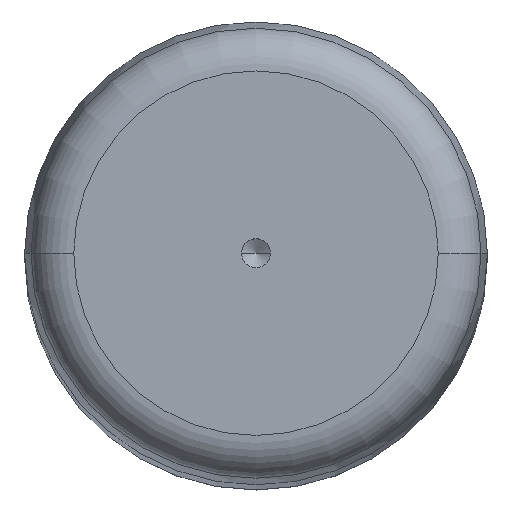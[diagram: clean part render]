
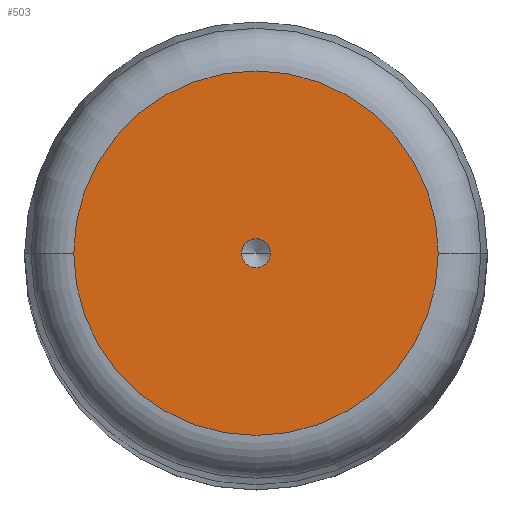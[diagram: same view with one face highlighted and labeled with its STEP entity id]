
A CAD part, top view. The second image highlights one B-rep face of the part: STEP entity #503.
In plain terms, the highlighted planar face has unit normal (0, 0, 1).
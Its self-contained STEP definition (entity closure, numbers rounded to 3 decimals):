
#1 = DIRECTION ( 'NONE',  ( 1., 0., 0. ) ) ;
#25 = ORIENTED_EDGE ( 'NONE', *, *, #415, .T. ) ;
#47 = VERTEX_POINT ( 'NONE', #488 ) ;
#63 = CARTESIAN_POINT ( 'NONE',  ( 1., 0., 220. ) ) ;
#86 = CIRCLE ( 'NONE', #211, 1. ) ;
#96 = FACE_BOUND ( 'NONE', #618, .T. ) ;
#111 = CARTESIAN_POINT ( 'NONE',  ( 0., 0., 220. ) ) ;
#162 = EDGE_CURVE ( 'NONE', #553, #639, #644, .T. ) ;
#169 = DIRECTION ( 'NONE',  ( 0., 0., 1. ) ) ;
#202 = CIRCLE ( 'NONE', #319, 12.604 ) ;
#211 = AXIS2_PLACEMENT_3D ( 'NONE', #502, #560, #410 ) ;
#242 = CARTESIAN_POINT ( 'NONE',  ( 0., 0., 220. ) ) ;
#250 = CIRCLE ( 'NONE', #299, 12.604 ) ;
#277 = DIRECTION ( 'NONE',  ( 1., 0., 0. ) ) ;
#292 = CARTESIAN_POINT ( 'NONE',  ( -1., 0., 220. ) ) ;
#299 = AXIS2_PLACEMENT_3D ( 'NONE', #487, #169, #277 ) ;
#307 = ORIENTED_EDGE ( 'NONE', *, *, #643, .F. ) ;
#319 = AXIS2_PLACEMENT_3D ( 'NONE', #111, #621, #1 ) ;
#334 = AXIS2_PLACEMENT_3D ( 'NONE', #242, #595, #407 ) ;
#387 = DIRECTION ( 'NONE',  ( 1., 0., 0. ) ) ;
#396 = EDGE_CURVE ( 'NONE', #47, #624, #202, .T. ) ;
#407 = DIRECTION ( 'NONE',  ( 1., 0., 0. ) ) ;
#410 = DIRECTION ( 'NONE',  ( 1., 0., 0. ) ) ;
#415 = EDGE_CURVE ( 'NONE', #624, #47, #250, .T. ) ;
#487 = CARTESIAN_POINT ( 'NONE',  ( 0., 0., 220. ) ) ;
#488 = CARTESIAN_POINT ( 'NONE',  ( 12.604, 0., 220. ) ) ;
#495 = CARTESIAN_POINT ( 'NONE',  ( 0., 0., 220. ) ) ;
#502 = CARTESIAN_POINT ( 'NONE',  ( 0., 0., 220. ) ) ;
#503 = ADVANCED_FACE ( 'NONE', ( #96, #677 ), #623, .T. ) ;
#535 = DIRECTION ( 'NONE',  ( 0., 0., 1. ) ) ;
#541 = CARTESIAN_POINT ( 'NONE',  ( -12.604, 0., 220. ) ) ;
#546 = ORIENTED_EDGE ( 'NONE', *, *, #396, .T. ) ;
#553 = VERTEX_POINT ( 'NONE', #63 ) ;
#560 = DIRECTION ( 'NONE',  ( 0., 0., 1. ) ) ;
#586 = ORIENTED_EDGE ( 'NONE', *, *, #162, .F. ) ;
#595 = DIRECTION ( 'NONE',  ( 0., 0., 1. ) ) ;
#606 = EDGE_LOOP ( 'NONE', ( #546, #25 ) ) ;
#618 = EDGE_LOOP ( 'NONE', ( #586, #307 ) ) ;
#621 = DIRECTION ( 'NONE',  ( 0., 0., 1. ) ) ;
#623 = PLANE ( 'NONE',  #672 ) ;
#624 = VERTEX_POINT ( 'NONE', #541 ) ;
#639 = VERTEX_POINT ( 'NONE', #292 ) ;
#643 = EDGE_CURVE ( 'NONE', #639, #553, #86, .T. ) ;
#644 = CIRCLE ( 'NONE', #334, 1. ) ;
#672 = AXIS2_PLACEMENT_3D ( 'NONE', #495, #535, #387 ) ;
#677 = FACE_OUTER_BOUND ( 'NONE', #606, .T. ) ;
